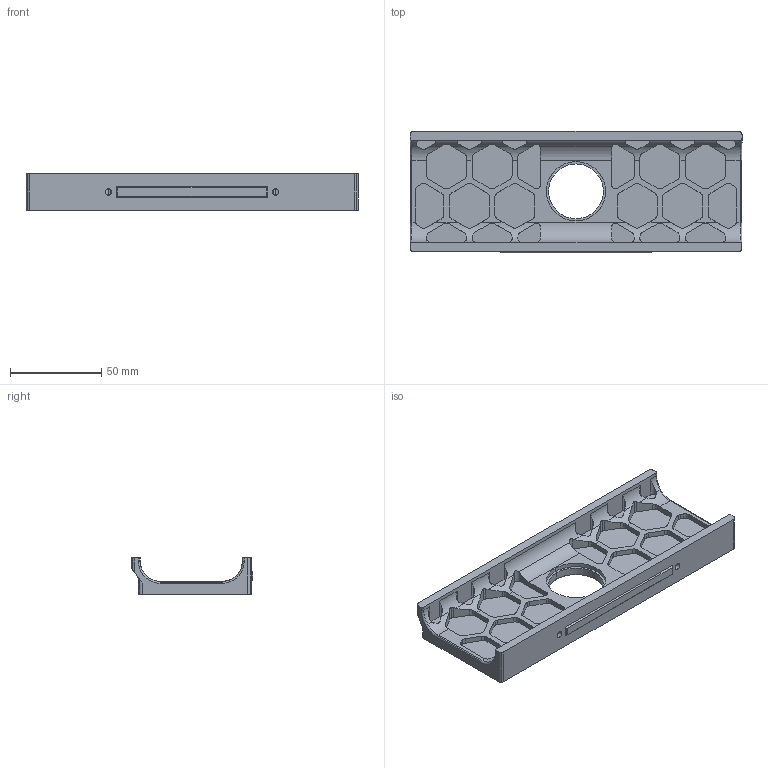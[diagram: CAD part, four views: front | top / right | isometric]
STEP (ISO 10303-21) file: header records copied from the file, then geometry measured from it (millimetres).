
FILE_DESCRIPTION (( 'STEP AP214' ), '1' );
FILE_NAME ('rear_center_skirt_350.STEP', '2024-01-22T03:53:30', ( '' ), ( '' ), 'SwSTEP 2.0', 'SolidWorks 2022', '' );
FILE_SCHEMA (( 'AUTOMOTIVE_DESIGN' ));
Length unit declared in the file: millimetre
Products named in the file (1): rear_center_skirt_350
Bounding box: 182 x 66.8 x 20 mm (x, y, z)
Volume: 83000.6 mm3; surface area: 39441.6 mm2
Topology: 1 solids, 1 shells, 419 faces, 1229 edges, 816 vertices
Faces by surface type: cylinder 268, plane 145, torus 4, cone 2
Entity records: 19904 total; most frequent: CARTESIAN_POINT 4292, ORIENTED_EDGE 2458, DIRECTION 2258, EDGE_CURVE 1229, AXIS2_PLACEMENT_3D 821, VERTEX_POINT 816, VECTOR 616, LINE 616
